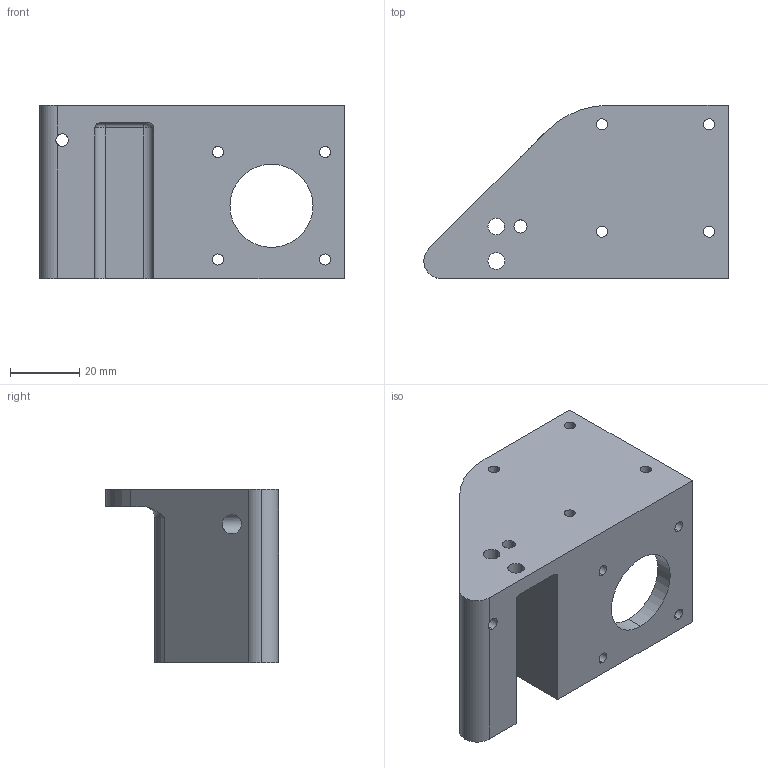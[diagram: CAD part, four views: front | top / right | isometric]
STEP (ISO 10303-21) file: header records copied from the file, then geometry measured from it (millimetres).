
FILE_DESCRIPTION (( 'STEP AP203' ), '1' );
FILE_NAME ('ヶ衵萇儂釱.STEP', '2026-01-21T10:42:37', ( '' ), ( '' ), 'SwSTEP 2.0', 'SolidWorks 2022', '' );
FILE_SCHEMA (( 'CONFIG_CONTROL_DESIGN' ));
Length unit declared in the file: millimetre
Products named in the file (1): 前右电机座
Bounding box: 87.93 x 50 x 50 mm (x, y, z)
Volume: 58769.5 mm3; surface area: 19733.4 mm2
Topology: 1 solids, 1 shells, 58 faces, 161 edges, 104 vertices
Faces by surface type: cylinder 40, plane 14, torus 3, sphere 1
Entity records: 2025 total; most frequent: DIRECTION 356, CARTESIAN_POINT 347, ORIENTED_EDGE 320, EDGE_CURVE 160, AXIS2_PLACEMENT_3D 141, VERTEX_POINT 104, EDGE_LOOP 84, CIRCLE 82
